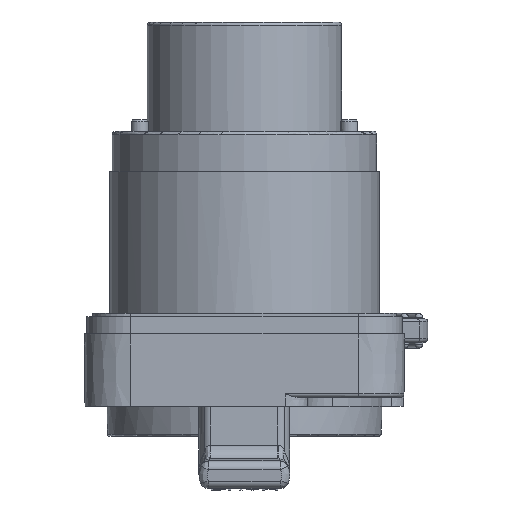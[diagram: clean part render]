
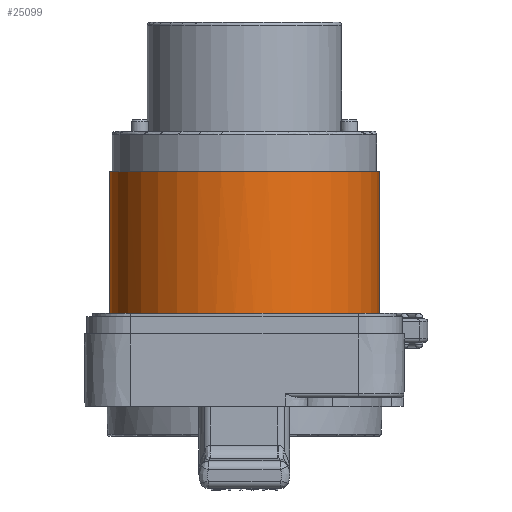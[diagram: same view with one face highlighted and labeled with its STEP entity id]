
A CAD part, front view. The second image highlights one B-rep face of the part: STEP entity #25099.
In plain terms, the highlighted cylindrical face has radius 11.7 mm (diameter 23.4 mm), a full revolution.
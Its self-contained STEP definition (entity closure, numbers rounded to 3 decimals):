
#831=CYLINDRICAL_SURFACE('',#26779,11.7);
#1258=FACE_OUTER_BOUND('',#2660,.T.);
#2660=EDGE_LOOP('',(#16651,#16652,#16653,#16654,#16655,#16656,#16657,#16658));
#4116=CIRCLE('',#26724,11.7);
#4117=CIRCLE('',#26725,11.7);
#4149=CIRCLE('',#26780,11.7);
#4150=CIRCLE('',#26781,11.7);
#5193=LINE('',#36567,#7663);
#5196=LINE('',#36573,#7666);
#5203=LINE('',#36588,#7673);
#7663=VECTOR('',#29289,3.5);
#7666=VECTOR('',#29296,3.5);
#7673=VECTOR('',#29307,11.7);
#10099=VERTEX_POINT('',#36413);
#10101=VERTEX_POINT('',#36416);
#10102=VERTEX_POINT('',#36418);
#10157=VERTEX_POINT('',#36565);
#10158=VERTEX_POINT('',#36572);
#10164=VERTEX_POINT('',#36586);
#12631=EDGE_CURVE('',#10101,#10099,#4116,.T.);
#12632=EDGE_CURVE('',#10102,#10101,#4117,.T.);
#12705=EDGE_CURVE('',#10157,#10099,#5193,.T.);
#12708=EDGE_CURVE('',#10102,#10158,#5196,.T.);
#12715=EDGE_CURVE('',#10164,#10164,#4149,.T.);
#12716=EDGE_CURVE('',#10164,#10101,#5203,.T.);
#12717=EDGE_CURVE('',#10157,#10158,#4150,.T.);
#16651=ORIENTED_EDGE('',*,*,#12715,.T.);
#16652=ORIENTED_EDGE('',*,*,#12716,.T.);
#16653=ORIENTED_EDGE('',*,*,#12631,.T.);
#16654=ORIENTED_EDGE('',*,*,#12705,.F.);
#16655=ORIENTED_EDGE('',*,*,#12717,.T.);
#16656=ORIENTED_EDGE('',*,*,#12708,.F.);
#16657=ORIENTED_EDGE('',*,*,#12632,.T.);
#16658=ORIENTED_EDGE('',*,*,#12716,.F.);
#25099=ADVANCED_FACE('',(#1258),#831,.T.);
#26724=AXIS2_PLACEMENT_3D('',#36417,#29142,#29143);
#26725=AXIS2_PLACEMENT_3D('',#36419,#29144,#29145);
#26779=AXIS2_PLACEMENT_3D('',#36585,#29303,#29304);
#26780=AXIS2_PLACEMENT_3D('',#36587,#29305,#29306);
#26781=AXIS2_PLACEMENT_3D('',#36589,#29308,#29309);
#29142=DIRECTION('center_axis',(0.,0.,1.));
#29143=DIRECTION('ref_axis',(0.346,-0.938,0.));
#29144=DIRECTION('center_axis',(0.,0.,1.));
#29145=DIRECTION('ref_axis',(0.346,-0.938,0.));
#29289=DIRECTION('',(0.,0.,-1.));
#29296=DIRECTION('',(0.,0.,1.));
#29303=DIRECTION('center_axis',(0.,0.,1.));
#29304=DIRECTION('ref_axis',(-1.,0.,0.));
#29305=DIRECTION('center_axis',(0.,0.,-1.));
#29306=DIRECTION('ref_axis',(1.,0.,0.));
#29307=DIRECTION('',(0.,0.,-1.));
#29308=DIRECTION('center_axis',(0.,0.,1.));
#29309=DIRECTION('ref_axis',(-0.346,-0.938,0.));
#36413=CARTESIAN_POINT('',(-4.05,-10.977,0.));
#36416=CARTESIAN_POINT('',(11.7,0.,0.));
#36417=CARTESIAN_POINT('Origin',(0.,0.,0.));
#36418=CARTESIAN_POINT('',(4.05,-10.977,0.));
#36419=CARTESIAN_POINT('Origin',(0.,0.,0.));
#36565=CARTESIAN_POINT('',(-4.05,-10.977,3.5));
#36567=CARTESIAN_POINT('',(-4.05,-10.977,3.5));
#36572=CARTESIAN_POINT('',(4.05,-10.977,3.5));
#36573=CARTESIAN_POINT('',(4.05,-10.977,0.));
#36585=CARTESIAN_POINT('Origin',(0.,0.,-7.105));
#36586=CARTESIAN_POINT('',(11.7,0.,16.1));
#36587=CARTESIAN_POINT('Origin',(0.,0.,16.1));
#36588=CARTESIAN_POINT('',(11.7,0.,-7.105));
#36589=CARTESIAN_POINT('Origin',(0.,0.,3.5));
